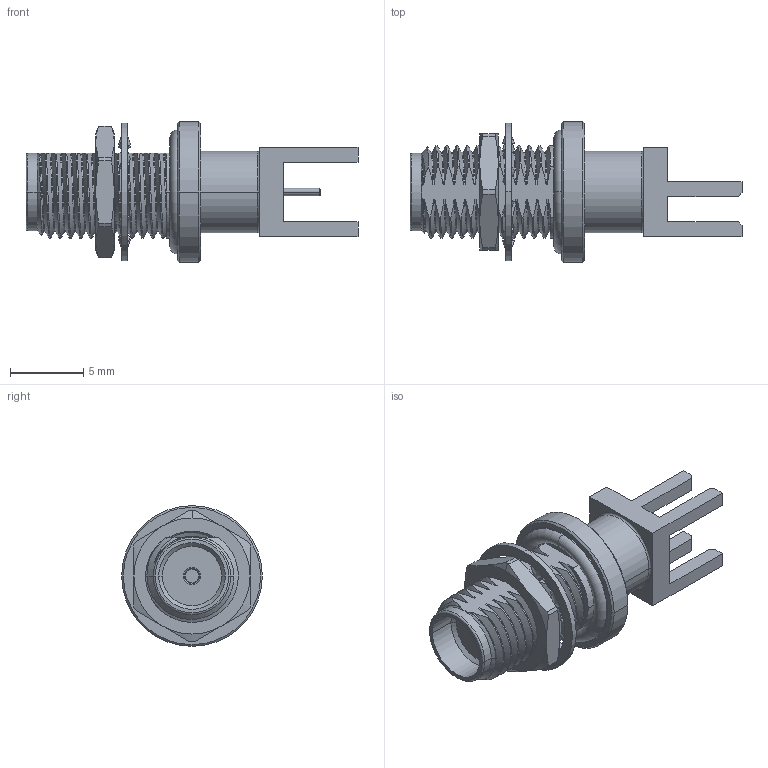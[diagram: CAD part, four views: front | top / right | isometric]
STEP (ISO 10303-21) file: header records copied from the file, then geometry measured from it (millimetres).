
FILE_DESCRIPTION (( 'STEP AP203' ), '1' );
FILE_NAME ('PE45134-FMCO1058.step', '2019-07-30T15:33:07', ( '' ), ( '' ), 'SwSTEP 2.0', 'SolidWorks 2018', '' );
FILE_SCHEMA (( 'CONFIG_CONTROL_DESIGN' ));
Length unit declared in the file: inch
Products named in the file (1): PE45134-FMCO1058
Bounding box: 22.73 x 9.63 x 9.63 mm (x, y, z)
Volume: 578.4 mm3; surface area: 1089.9 mm2
Topology: 5 solids, 5 shells, 266 faces, 756 edges, 506 vertices
Faces by surface type: bspline 85, cylinder 81, plane 60, cone 32, torus 8
Entity records: 24755 total; most frequent: CARTESIAN_POINT 18664, ORIENTED_EDGE 1512, DIRECTION 949, EDGE_CURVE 756, VERTEX_POINT 506, AXIS2_PLACEMENT_3D 340, EDGE_LOOP 280, LINE 269
